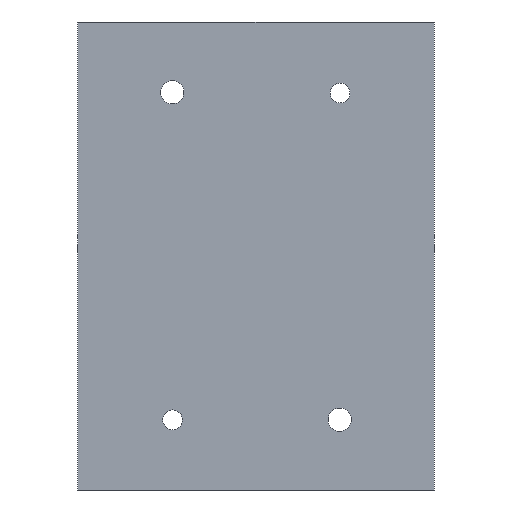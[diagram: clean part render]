
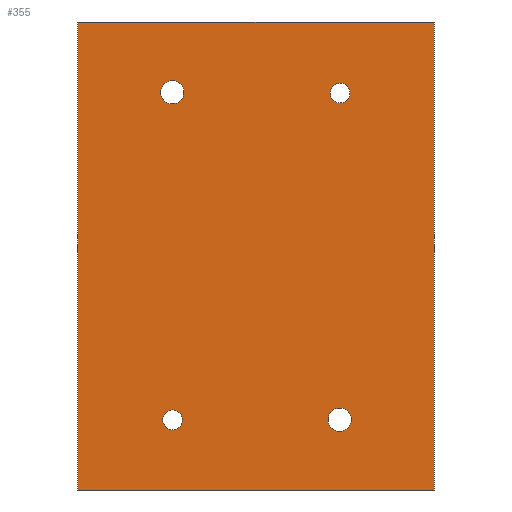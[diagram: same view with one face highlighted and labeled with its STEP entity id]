
A CAD part, front view. The second image highlights one B-rep face of the part: STEP entity #355.
In plain terms, the highlighted planar face has unit normal (0, -1, 0).
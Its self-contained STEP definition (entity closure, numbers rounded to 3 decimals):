
#15=FACE_BOUND('',#62,.T.);
#16=FACE_BOUND('',#63,.T.);
#17=FACE_BOUND('',#64,.T.);
#18=FACE_BOUND('',#65,.T.);
#25=PLANE('',#395);
#43=FACE_OUTER_BOUND('',#61,.T.);
#61=EDGE_LOOP('',(#273,#274,#275,#276));
#62=EDGE_LOOP('',(#277));
#63=EDGE_LOOP('',(#278));
#64=EDGE_LOOP('',(#279));
#65=EDGE_LOOP('',(#280));
#91=LINE('',#540,#131);
#92=LINE('',#543,#132);
#93=LINE('',#545,#133);
#94=LINE('',#546,#134);
#131=VECTOR('',#447,10.);
#132=VECTOR('',#450,10.);
#133=VECTOR('',#451,10.);
#134=VECTOR('',#452,10.);
#161=CIRCLE('',#382,2.5);
#163=CIRCLE('',#385,2.5);
#166=CIRCLE('',#389,2.117);
#168=CIRCLE('',#392,2.117);
#169=VERTEX_POINT('',#503);
#171=VERTEX_POINT('',#509);
#174=VERTEX_POINT('',#517);
#176=VERTEX_POINT('',#523);
#181=VERTEX_POINT('',#536);
#182=VERTEX_POINT('',#538);
#183=VERTEX_POINT('',#542);
#184=VERTEX_POINT('',#544);
#201=EDGE_CURVE('',#169,#169,#161,.T.);
#204=EDGE_CURVE('',#171,#171,#163,.T.);
#209=EDGE_CURVE('',#174,#174,#166,.T.);
#212=EDGE_CURVE('',#176,#176,#168,.T.);
#219=EDGE_CURVE('',#181,#182,#91,.T.);
#220=EDGE_CURVE('',#181,#183,#92,.T.);
#221=EDGE_CURVE('',#184,#182,#93,.T.);
#222=EDGE_CURVE('',#183,#184,#94,.T.);
#273=ORIENTED_EDGE('',*,*,#220,.F.);
#274=ORIENTED_EDGE('',*,*,#219,.T.);
#275=ORIENTED_EDGE('',*,*,#221,.F.);
#276=ORIENTED_EDGE('',*,*,#222,.F.);
#277=ORIENTED_EDGE('',*,*,#201,.T.);
#278=ORIENTED_EDGE('',*,*,#204,.T.);
#279=ORIENTED_EDGE('',*,*,#209,.T.);
#280=ORIENTED_EDGE('',*,*,#212,.T.);
#355=ADVANCED_FACE('',(#43,#15,#16,#17,#18),#25,.T.);
#382=AXIS2_PLACEMENT_3D('',#504,#411,#412);
#385=AXIS2_PLACEMENT_3D('',#510,#418,#419);
#389=AXIS2_PLACEMENT_3D('',#519,#428,#429);
#392=AXIS2_PLACEMENT_3D('',#525,#435,#436);
#395=AXIS2_PLACEMENT_3D('',#541,#448,#449);
#411=DIRECTION('center_axis',(0.,1.,0.));
#412=DIRECTION('ref_axis',(1.,0.,0.));
#418=DIRECTION('center_axis',(0.,1.,0.));
#419=DIRECTION('ref_axis',(1.,0.,0.));
#428=DIRECTION('center_axis',(0.,1.,0.));
#429=DIRECTION('ref_axis',(1.,0.,0.));
#435=DIRECTION('center_axis',(0.,1.,0.));
#436=DIRECTION('ref_axis',(-1.,0.,0.));
#447=DIRECTION('',(0.,0.,1.));
#448=DIRECTION('center_axis',(0.,-1.,0.));
#449=DIRECTION('ref_axis',(1.,0.,0.));
#450=DIRECTION('',(-1.,0.,0.));
#451=DIRECTION('',(1.,0.,0.));
#452=DIRECTION('',(0.,0.,1.));
#503=CARTESIAN_POINT('',(-30.295,-7.,85.));
#504=CARTESIAN_POINT('Origin',(-27.795,-7.,85.));
#509=CARTESIAN_POINT('',(5.493,-7.,15.));
#510=CARTESIAN_POINT('Origin',(7.993,-7.,15.));
#517=CARTESIAN_POINT('',(-29.837,-7.,15.));
#519=CARTESIAN_POINT('Origin',(-27.72,-7.,15.));
#523=CARTESIAN_POINT('',(10.185,-7.,84.817));
#525=CARTESIAN_POINT('Origin',(8.068,-7.,84.817));
#536=CARTESIAN_POINT('',(28.199,-7.,0.));
#538=CARTESIAN_POINT('',(28.199,-7.,100.));
#540=CARTESIAN_POINT('',(28.199,-7.,0.));
#541=CARTESIAN_POINT('Origin',(-48.,-7.,0.));
#542=CARTESIAN_POINT('',(-48.,-7.,0.));
#543=CARTESIAN_POINT('',(28.199,-7.,0.));
#544=CARTESIAN_POINT('',(-48.,-7.,100.));
#545=CARTESIAN_POINT('',(28.199,-7.,100.));
#546=CARTESIAN_POINT('',(-48.,-7.,0.));
